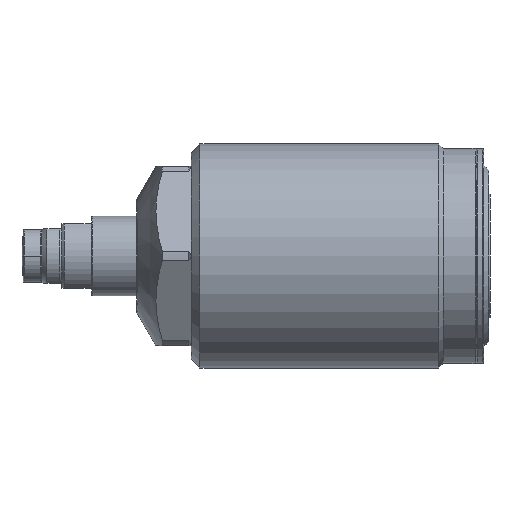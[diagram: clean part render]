
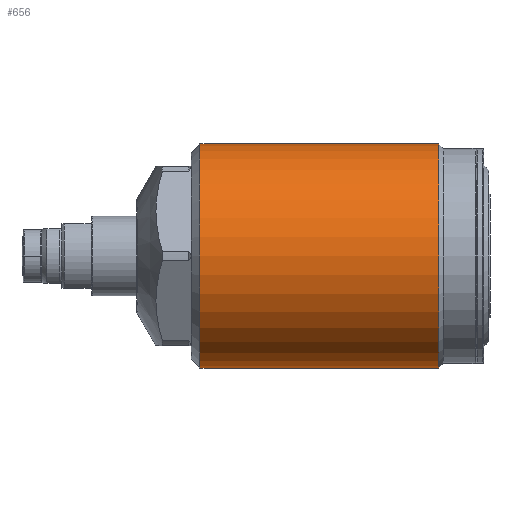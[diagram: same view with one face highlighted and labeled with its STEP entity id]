
A CAD part, left-side view. The second image highlights one B-rep face of the part: STEP entity #656.
In plain terms, the highlighted cylindrical face has radius 22.5 mm (diameter 45 mm), a partial arc.
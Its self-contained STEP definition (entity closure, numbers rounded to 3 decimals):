
#333=CYLINDRICAL_SURFACE('',#2758,22.5);
#420=LINE('',#4002,#532);
#421=LINE('',#4003,#533);
#532=VECTOR('',#3140,1.);
#533=VECTOR('',#3141,1.);
#656=ADVANCED_FACE('',(#848),#333,.T.);
#848=FACE_OUTER_BOUND('',#990,.T.);
#990=EDGE_LOOP('',(#1274,#1275,#1276,#1277));
#1274=ORIENTED_EDGE('',*,*,#2146,.T.);
#1275=ORIENTED_EDGE('',*,*,#2209,.T.);
#1276=ORIENTED_EDGE('',*,*,#2147,.F.);
#1277=ORIENTED_EDGE('',*,*,#2210,.T.);
#1910=VERTEX_POINT('',#3982);
#1911=VERTEX_POINT('',#3984);
#1916=VERTEX_POINT('',#4000);
#1917=VERTEX_POINT('',#4001);
#2146=EDGE_CURVE('',#1911,#1917,#420,.T.);
#2147=EDGE_CURVE('',#1910,#1916,#421,.T.);
#2209=EDGE_CURVE('',#1917,#1916,#2527,.T.);
#2210=EDGE_CURVE('',#1910,#1911,#2528,.T.);
#2527=CIRCLE('',#2755,22.5);
#2528=CIRCLE('',#2757,22.5);
#2755=AXIS2_PLACEMENT_3D('',#4185,#3230,#3231);
#2757=AXIS2_PLACEMENT_3D('',#4187,#3234,#3235);
#2758=AXIS2_PLACEMENT_3D('',#4188,#3236,#3237);
#3140=DIRECTION('',(0.,1.,0.));
#3141=DIRECTION('',(0.,1.,0.));
#3230=DIRECTION('',(0.,-1.,0.));
#3231=DIRECTION('',(0.,0.,1.));
#3234=DIRECTION('',(0.,1.,0.));
#3235=DIRECTION('',(0.,0.,-1.));
#3236=DIRECTION('',(0.,-1.,0.));
#3237=DIRECTION('',(0.,0.,-1.));
#3982=CARTESIAN_POINT('',(0.,7.5,-22.5));
#3984=CARTESIAN_POINT('',(0.,7.5,22.5));
#4000=CARTESIAN_POINT('',(0.,55.45,-22.5));
#4001=CARTESIAN_POINT('',(0.,55.45,22.5));
#4002=CARTESIAN_POINT('',(0.,68.2,22.5));
#4003=CARTESIAN_POINT('',(0.,68.2,-22.5));
#4185=CARTESIAN_POINT('',(0.,55.45,0.));
#4187=CARTESIAN_POINT('',(0.,7.5,0.));
#4188=CARTESIAN_POINT('',(0.,68.2,0.));
